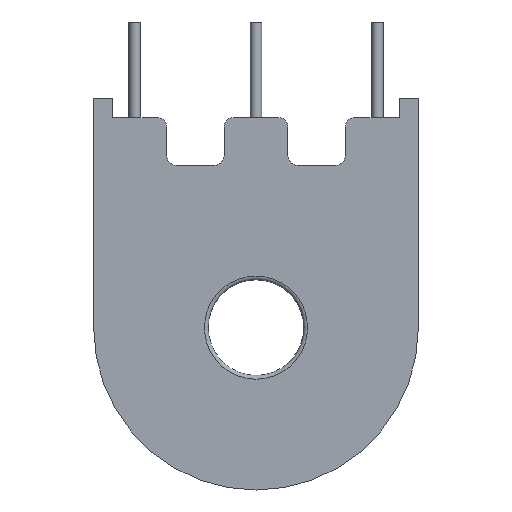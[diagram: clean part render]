
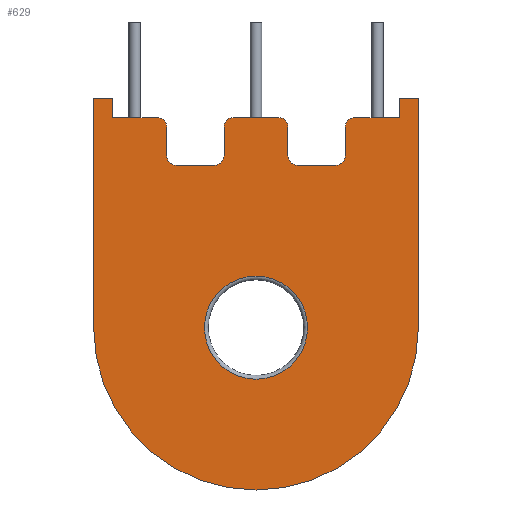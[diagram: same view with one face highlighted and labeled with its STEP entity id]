
A CAD part, front view. The second image highlights one B-rep face of the part: STEP entity #629.
In plain terms, the highlighted planar face has unit normal (0, -1, 0).
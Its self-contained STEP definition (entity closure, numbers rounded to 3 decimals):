
#21=FACE_BOUND('',#216,.T.);
#23=PLANE('',#691);
#47=LINE('',#978,#105);
#48=LINE('',#980,#106);
#49=LINE('',#984,#107);
#50=LINE('',#986,#108);
#51=LINE('',#988,#109);
#52=LINE('',#990,#110);
#53=LINE('',#994,#111);
#54=LINE('',#998,#112);
#55=LINE('',#1002,#113);
#56=LINE('',#1006,#114);
#57=LINE('',#1010,#115);
#58=LINE('',#1014,#116);
#59=LINE('',#1018,#117);
#60=LINE('',#1022,#118);
#61=LINE('',#1023,#119);
#105=VECTOR('',#777,10.);
#106=VECTOR('',#778,10.);
#107=VECTOR('',#781,10.);
#108=VECTOR('',#782,10.);
#109=VECTOR('',#783,10.);
#110=VECTOR('',#784,10.);
#111=VECTOR('',#787,10.);
#112=VECTOR('',#790,10.);
#113=VECTOR('',#793,10.);
#114=VECTOR('',#796,10.);
#115=VECTOR('',#799,10.);
#116=VECTOR('',#802,10.);
#117=VECTOR('',#805,10.);
#118=VECTOR('',#808,10.);
#119=VECTOR('',#809,10.);
#177=FACE_OUTER_BOUND('',#215,.T.);
#215=EDGE_LOOP('',(#453,#454,#455,#456,#457,#458,#459,#460,#461,#462,#463,
#464,#465,#466,#467,#468,#469,#470,#471,#472,#473,#474,#475,#476));
#216=EDGE_LOOP('',(#477,#478));
#255=CIRCLE('',#685,2.7);
#256=CIRCLE('',#686,2.7);
#260=CIRCLE('',#692,8.5);
#261=CIRCLE('',#693,0.5);
#262=CIRCLE('',#694,0.5);
#263=CIRCLE('',#695,0.5);
#264=CIRCLE('',#696,0.5);
#265=CIRCLE('',#697,0.5);
#266=CIRCLE('',#698,0.5);
#267=CIRCLE('',#699,0.5);
#268=CIRCLE('',#700,0.5);
#289=VERTEX_POINT('',#963);
#290=VERTEX_POINT('',#965);
#293=VERTEX_POINT('',#976);
#294=VERTEX_POINT('',#977);
#295=VERTEX_POINT('',#979);
#296=VERTEX_POINT('',#981);
#297=VERTEX_POINT('',#983);
#298=VERTEX_POINT('',#985);
#299=VERTEX_POINT('',#987);
#300=VERTEX_POINT('',#989);
#301=VERTEX_POINT('',#991);
#302=VERTEX_POINT('',#993);
#303=VERTEX_POINT('',#995);
#304=VERTEX_POINT('',#997);
#305=VERTEX_POINT('',#999);
#306=VERTEX_POINT('',#1001);
#307=VERTEX_POINT('',#1003);
#308=VERTEX_POINT('',#1005);
#309=VERTEX_POINT('',#1007);
#310=VERTEX_POINT('',#1009);
#311=VERTEX_POINT('',#1011);
#312=VERTEX_POINT('',#1013);
#313=VERTEX_POINT('',#1015);
#314=VERTEX_POINT('',#1017);
#315=VERTEX_POINT('',#1019);
#316=VERTEX_POINT('',#1021);
#351=EDGE_CURVE('',#289,#290,#255,.T.);
#352=EDGE_CURVE('',#290,#289,#256,.T.);
#357=EDGE_CURVE('',#293,#294,#47,.T.);
#358=EDGE_CURVE('',#295,#293,#48,.T.);
#359=EDGE_CURVE('',#296,#295,#260,.T.);
#360=EDGE_CURVE('',#296,#297,#49,.T.);
#361=EDGE_CURVE('',#297,#298,#50,.T.);
#362=EDGE_CURVE('',#298,#299,#51,.T.);
#363=EDGE_CURVE('',#300,#299,#52,.T.);
#364=EDGE_CURVE('',#301,#300,#261,.T.);
#365=EDGE_CURVE('',#301,#302,#53,.T.);
#366=EDGE_CURVE('',#302,#303,#262,.T.);
#367=EDGE_CURVE('',#304,#303,#54,.T.);
#368=EDGE_CURVE('',#304,#305,#263,.T.);
#369=EDGE_CURVE('',#305,#306,#55,.T.);
#370=EDGE_CURVE('',#307,#306,#264,.T.);
#371=EDGE_CURVE('',#308,#307,#56,.T.);
#372=EDGE_CURVE('',#309,#308,#265,.T.);
#373=EDGE_CURVE('',#309,#310,#57,.T.);
#374=EDGE_CURVE('',#310,#311,#266,.T.);
#375=EDGE_CURVE('',#312,#311,#58,.T.);
#376=EDGE_CURVE('',#312,#313,#267,.T.);
#377=EDGE_CURVE('',#313,#314,#59,.T.);
#378=EDGE_CURVE('',#315,#314,#268,.T.);
#379=EDGE_CURVE('',#316,#315,#60,.T.);
#380=EDGE_CURVE('',#294,#316,#61,.T.);
#453=ORIENTED_EDGE('',*,*,#357,.F.);
#454=ORIENTED_EDGE('',*,*,#358,.F.);
#455=ORIENTED_EDGE('',*,*,#359,.F.);
#456=ORIENTED_EDGE('',*,*,#360,.T.);
#457=ORIENTED_EDGE('',*,*,#361,.T.);
#458=ORIENTED_EDGE('',*,*,#362,.T.);
#459=ORIENTED_EDGE('',*,*,#363,.F.);
#460=ORIENTED_EDGE('',*,*,#364,.F.);
#461=ORIENTED_EDGE('',*,*,#365,.T.);
#462=ORIENTED_EDGE('',*,*,#366,.T.);
#463=ORIENTED_EDGE('',*,*,#367,.F.);
#464=ORIENTED_EDGE('',*,*,#368,.T.);
#465=ORIENTED_EDGE('',*,*,#369,.T.);
#466=ORIENTED_EDGE('',*,*,#370,.F.);
#467=ORIENTED_EDGE('',*,*,#371,.F.);
#468=ORIENTED_EDGE('',*,*,#372,.F.);
#469=ORIENTED_EDGE('',*,*,#373,.T.);
#470=ORIENTED_EDGE('',*,*,#374,.T.);
#471=ORIENTED_EDGE('',*,*,#375,.F.);
#472=ORIENTED_EDGE('',*,*,#376,.T.);
#473=ORIENTED_EDGE('',*,*,#377,.T.);
#474=ORIENTED_EDGE('',*,*,#378,.F.);
#475=ORIENTED_EDGE('',*,*,#379,.F.);
#476=ORIENTED_EDGE('',*,*,#380,.F.);
#477=ORIENTED_EDGE('',*,*,#352,.F.);
#478=ORIENTED_EDGE('',*,*,#351,.F.);
#629=ADVANCED_FACE('',(#177,#21),#23,.F.);
#685=AXIS2_PLACEMENT_3D('',#966,#762,#763);
#686=AXIS2_PLACEMENT_3D('',#967,#764,#765);
#691=AXIS2_PLACEMENT_3D('',#975,#775,#776);
#692=AXIS2_PLACEMENT_3D('',#982,#779,#780);
#693=AXIS2_PLACEMENT_3D('',#992,#785,#786);
#694=AXIS2_PLACEMENT_3D('',#996,#788,#789);
#695=AXIS2_PLACEMENT_3D('',#1000,#791,#792);
#696=AXIS2_PLACEMENT_3D('',#1004,#794,#795);
#697=AXIS2_PLACEMENT_3D('',#1008,#797,#798);
#698=AXIS2_PLACEMENT_3D('',#1012,#800,#801);
#699=AXIS2_PLACEMENT_3D('',#1016,#803,#804);
#700=AXIS2_PLACEMENT_3D('',#1020,#806,#807);
#762=DIRECTION('center_axis',(0.,-1.,0.));
#763=DIRECTION('ref_axis',(1.,0.,0.));
#764=DIRECTION('center_axis',(0.,-1.,0.));
#765=DIRECTION('ref_axis',(1.,0.,0.));
#775=DIRECTION('center_axis',(0.,1.,0.));
#776=DIRECTION('ref_axis',(1.,0.,0.));
#777=DIRECTION('',(1.,0.,0.));
#778=DIRECTION('',(0.,0.,1.));
#779=DIRECTION('center_axis',(0.,1.,0.));
#780=DIRECTION('ref_axis',(1.,0.,0.));
#781=DIRECTION('',(0.,0.,1.));
#782=DIRECTION('',(-1.,0.,0.));
#783=DIRECTION('',(0.,0.,-1.));
#784=DIRECTION('',(1.,0.,0.));
#785=DIRECTION('center_axis',(0.,1.,0.));
#786=DIRECTION('ref_axis',(-1.,0.,0.));
#787=DIRECTION('',(0.,0.,-1.));
#788=DIRECTION('center_axis',(0.,1.,0.));
#789=DIRECTION('ref_axis',(1.,0.,0.));
#790=DIRECTION('',(1.,0.,0.));
#791=DIRECTION('center_axis',(0.,1.,0.));
#792=DIRECTION('ref_axis',(0.,0.,-1.));
#793=DIRECTION('',(0.,0.,1.));
#794=DIRECTION('center_axis',(0.,1.,0.));
#795=DIRECTION('ref_axis',(0.,0.,1.));
#796=DIRECTION('',(1.,0.,0.));
#797=DIRECTION('center_axis',(0.,1.,0.));
#798=DIRECTION('ref_axis',(-1.,0.,0.));
#799=DIRECTION('',(0.,0.,-1.));
#800=DIRECTION('center_axis',(0.,1.,0.));
#801=DIRECTION('ref_axis',(1.,0.,0.));
#802=DIRECTION('',(1.,0.,0.));
#803=DIRECTION('center_axis',(0.,1.,0.));
#804=DIRECTION('ref_axis',(0.,0.,-1.));
#805=DIRECTION('',(0.,0.,1.));
#806=DIRECTION('center_axis',(0.,1.,0.));
#807=DIRECTION('ref_axis',(0.,0.,1.));
#808=DIRECTION('',(1.,0.,0.));
#809=DIRECTION('',(0.,0.,-1.));
#963=CARTESIAN_POINT('',(0.,0.,2.7));
#965=CARTESIAN_POINT('',(-2.7,0.,0.));
#966=CARTESIAN_POINT('Origin',(0.,0.,0.));
#967=CARTESIAN_POINT('Origin',(0.,0.,0.));
#975=CARTESIAN_POINT('Origin',(0.,0.,1.75));
#976=CARTESIAN_POINT('',(-8.5,0.,12.));
#977=CARTESIAN_POINT('',(-7.5,0.,12.));
#978=CARTESIAN_POINT('',(-8.5,0.,12.));
#979=CARTESIAN_POINT('',(-8.5,0.,0.));
#980=CARTESIAN_POINT('',(-8.5,0.,0.));
#981=CARTESIAN_POINT('',(8.5,0.,0.));
#982=CARTESIAN_POINT('Origin',(0.,0.,0.));
#983=CARTESIAN_POINT('',(8.5,0.,12.));
#984=CARTESIAN_POINT('',(8.5,0.,8.5));
#985=CARTESIAN_POINT('',(7.5,0.,12.));
#986=CARTESIAN_POINT('',(8.5,0.,12.));
#987=CARTESIAN_POINT('',(7.5,0.,11.));
#988=CARTESIAN_POINT('',(7.5,0.,12.));
#989=CARTESIAN_POINT('',(5.175,0.,11.));
#990=CARTESIAN_POINT('',(5.175,0.,11.));
#991=CARTESIAN_POINT('',(4.675,0.,10.5));
#992=CARTESIAN_POINT('Origin',(5.175,0.,10.5));
#993=CARTESIAN_POINT('',(4.675,0.,9.));
#994=CARTESIAN_POINT('',(4.675,0.,10.5));
#995=CARTESIAN_POINT('',(4.175,0.,8.5));
#996=CARTESIAN_POINT('Origin',(4.175,0.,9.));
#997=CARTESIAN_POINT('',(2.175,0.,8.5));
#998=CARTESIAN_POINT('',(1.675,0.,8.5));
#999=CARTESIAN_POINT('',(1.675,0.,9.));
#1000=CARTESIAN_POINT('Origin',(2.175,0.,9.));
#1001=CARTESIAN_POINT('',(1.675,0.,10.5));
#1002=CARTESIAN_POINT('',(1.675,0.,9.));
#1003=CARTESIAN_POINT('',(1.175,0.,11.));
#1004=CARTESIAN_POINT('Origin',(1.175,0.,10.5));
#1005=CARTESIAN_POINT('',(-1.175,0.,11.));
#1006=CARTESIAN_POINT('',(-1.675,0.,11.));
#1007=CARTESIAN_POINT('',(-1.675,0.,10.5));
#1008=CARTESIAN_POINT('Origin',(-1.175,0.,10.5));
#1009=CARTESIAN_POINT('',(-1.675,0.,9.));
#1010=CARTESIAN_POINT('',(-1.675,0.,10.5));
#1011=CARTESIAN_POINT('',(-2.175,0.,8.5));
#1012=CARTESIAN_POINT('Origin',(-2.175,0.,9.));
#1013=CARTESIAN_POINT('',(-4.175,0.,8.5));
#1014=CARTESIAN_POINT('',(-4.175,0.,8.5));
#1015=CARTESIAN_POINT('',(-4.675,0.,9.));
#1016=CARTESIAN_POINT('Origin',(-4.175,0.,9.));
#1017=CARTESIAN_POINT('',(-4.675,0.,10.5));
#1018=CARTESIAN_POINT('',(-4.675,0.,9.));
#1019=CARTESIAN_POINT('',(-5.175,0.,11.));
#1020=CARTESIAN_POINT('Origin',(-5.175,0.,10.5));
#1021=CARTESIAN_POINT('',(-7.5,0.,11.));
#1022=CARTESIAN_POINT('',(-7.5,0.,11.));
#1023=CARTESIAN_POINT('',(-7.5,0.,12.));
